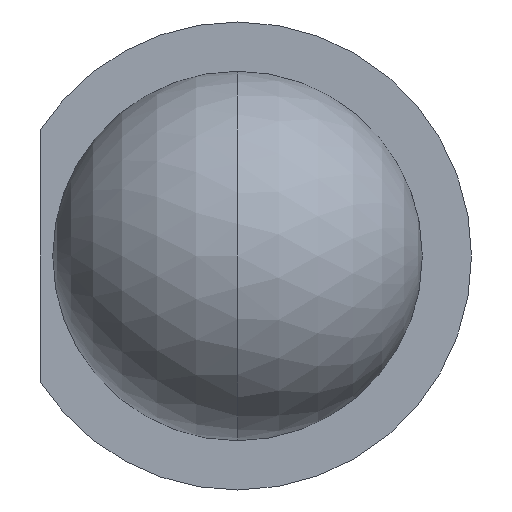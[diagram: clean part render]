
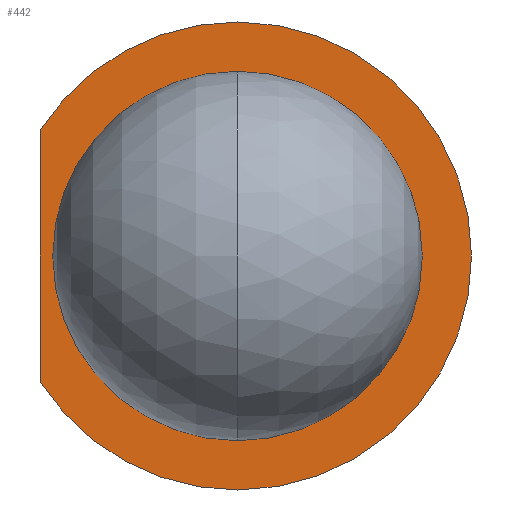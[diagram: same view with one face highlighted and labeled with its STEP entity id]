
A CAD part, front view. The second image highlights one B-rep face of the part: STEP entity #442.
In plain terms, the highlighted planar face has unit normal (0, -1, 0).
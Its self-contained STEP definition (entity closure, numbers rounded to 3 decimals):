
#252 = VERTEX_POINT('',#253);
#253 = CARTESIAN_POINT('',(1.26,-2.2,0.35));
#259 = EDGE_CURVE('',#260,#252,#262,.T.);
#260 = VERTEX_POINT('',#261);
#261 = CARTESIAN_POINT('',(-0.34,-2.2,1.225));
#262 = CIRCLE('',#263,1.9);
#263 = AXIS2_PLACEMENT_3D('',#264,#265,#266);
#264 = CARTESIAN_POINT('',(1.26,-2.2,2.25));
#265 = DIRECTION('',(0.,-1.,0.));
#266 = DIRECTION('',(0.,0.,1.));
#283 = EDGE_CURVE('',#260,#284,#286,.T.);
#284 = VERTEX_POINT('',#285);
#285 = CARTESIAN_POINT('',(-0.34,-2.2,3.275));
#286 = LINE('',#287,#288);
#287 = CARTESIAN_POINT('',(-0.34,-2.2,2.25));
#288 = VECTOR('',#289,1.);
#289 = DIRECTION('',(0.,0.,1.));
#308 = VERTEX_POINT('',#309);
#309 = CARTESIAN_POINT('',(1.26,-2.2,4.15));
#315 = EDGE_CURVE('',#252,#308,#316,.T.);
#316 = CIRCLE('',#317,1.9);
#317 = AXIS2_PLACEMENT_3D('',#318,#319,#320);
#318 = CARTESIAN_POINT('',(1.26,-2.2,2.25));
#319 = DIRECTION('',(0.,-1.,0.));
#320 = DIRECTION('',(0.,0.,1.));
#332 = EDGE_CURVE('',#308,#284,#333,.T.);
#333 = CIRCLE('',#334,1.9);
#334 = AXIS2_PLACEMENT_3D('',#335,#336,#337);
#335 = CARTESIAN_POINT('',(1.26,-2.2,2.25));
#336 = DIRECTION('',(0.,-1.,0.));
#337 = DIRECTION('',(0.,0.,1.));
#442 = ADVANCED_FACE('',(#443,#449),#469,.T.);
#443 = FACE_BOUND('',#444,.T.);
#444 = EDGE_LOOP('',(#445,#446,#447,#448));
#445 = ORIENTED_EDGE('',*,*,#283,.F.);
#446 = ORIENTED_EDGE('',*,*,#259,.T.);
#447 = ORIENTED_EDGE('',*,*,#315,.T.);
#448 = ORIENTED_EDGE('',*,*,#332,.T.);
#449 = FACE_BOUND('',#450,.T.);
#450 = EDGE_LOOP('',(#451,#462));
#451 = ORIENTED_EDGE('',*,*,#452,.F.);
#452 = EDGE_CURVE('',#453,#455,#457,.T.);
#453 = VERTEX_POINT('',#454);
#454 = CARTESIAN_POINT('',(1.26,-2.2,0.75));
#455 = VERTEX_POINT('',#456);
#456 = CARTESIAN_POINT('',(1.26,-2.2,3.75));
#457 = CIRCLE('',#458,1.5);
#458 = AXIS2_PLACEMENT_3D('',#459,#460,#461);
#459 = CARTESIAN_POINT('',(1.26,-2.2,2.25));
#460 = DIRECTION('',(0.,-1.,0.));
#461 = DIRECTION('',(0.,0.,1.));
#462 = ORIENTED_EDGE('',*,*,#463,.F.);
#463 = EDGE_CURVE('',#455,#453,#464,.T.);
#464 = CIRCLE('',#465,1.5);
#465 = AXIS2_PLACEMENT_3D('',#466,#467,#468);
#466 = CARTESIAN_POINT('',(1.26,-2.2,2.25));
#467 = DIRECTION('',(0.,-1.,0.));
#468 = DIRECTION('',(0.,0.,1.));
#469 = PLANE('',#470);
#470 = AXIS2_PLACEMENT_3D('',#471,#472,#473);
#471 = CARTESIAN_POINT('',(1.26,-2.2,2.25));
#472 = DIRECTION('',(0.,-1.,0.));
#473 = DIRECTION('',(0.,0.,1.));
